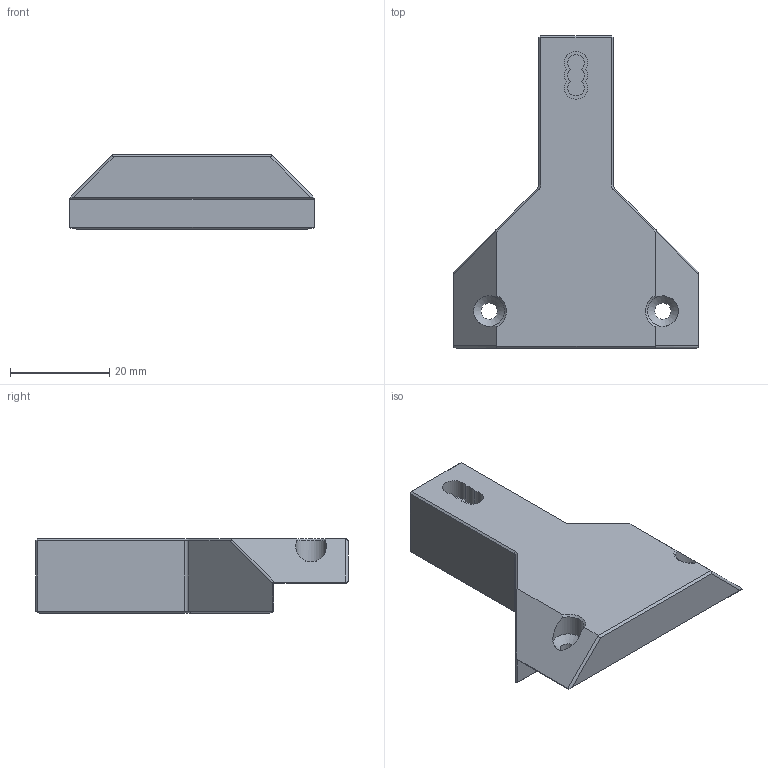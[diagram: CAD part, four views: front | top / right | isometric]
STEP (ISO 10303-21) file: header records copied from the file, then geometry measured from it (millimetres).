
FILE_DESCRIPTION(/* description */ (''),/* implementation_level */ '2;1');
FILE_NAME(/* name */ 'Front Bed Mount v3.step',/* time_stamp */ '2026-02-12T20:07:32-05:00',/* author */ (''),/* organization */ (''),/* preprocessor_version */ 'ST-DEVELOPER v20.1',/* originating_system */ 'Autodesk Translation Framework v14.24.0.0',/* authorisation */ '');
FILE_SCHEMA (('AUTOMOTIVE_DESIGN { 1 0 10303 214 3 1 1 }'));
Length unit declared in the file: millimetre
Products named in the file (1): Front Bed Mount
Bounding box: 49.43 x 63 x 15 mm (x, y, z)
Volume: 20058 mm3; surface area: 6359.7 mm2
Topology: 1 solids, 1 shells, 76 faces, 186 edges, 112 vertices
Faces by surface type: plane 45, cylinder 19, cone 12
Full cylindrical faces by diameter (mm): 3.3 x2, 6.2 x1
Entity records: 2237 total; most frequent: DIRECTION 394, CARTESIAN_POINT 383, ORIENTED_EDGE 372, EDGE_CURVE 186, AXIS2_PLACEMENT_3D 135, LINE 124, VECTOR 124, VERTEX_POINT 112
